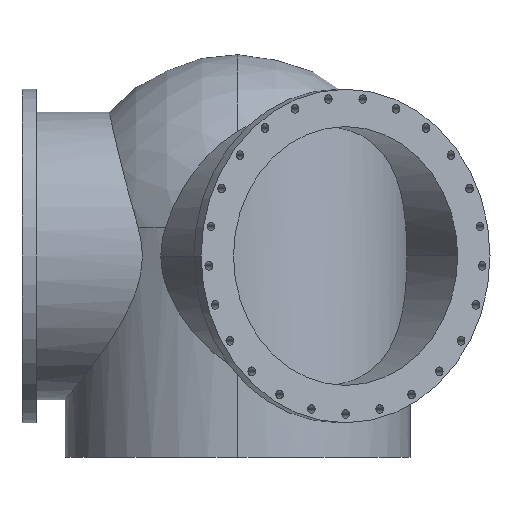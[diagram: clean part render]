
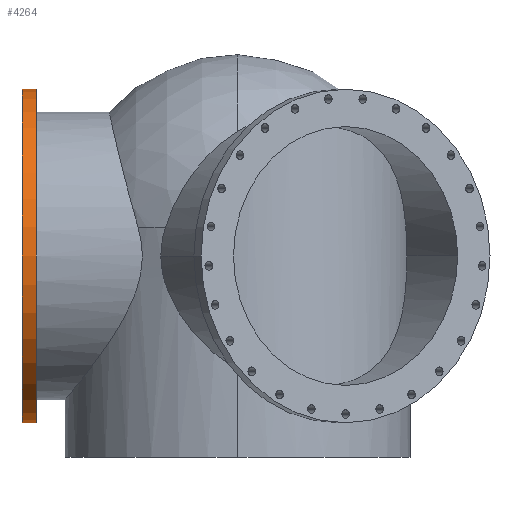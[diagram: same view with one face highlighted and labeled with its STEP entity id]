
A CAD part, left-side view. The second image highlights one B-rep face of the part: STEP entity #4264.
In plain terms, the highlighted cylindrical face has radius 2320 mm (diameter 4640 mm), a partial arc.
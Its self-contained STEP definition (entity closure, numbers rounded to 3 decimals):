
#166 = ORIENTED_EDGE ( 'NONE', *, *, #1292, .T. ) ;
#401 = VECTOR ( 'NONE', #801, 1000. ) ;
#605 = VERTEX_POINT ( 'NONE', #1880 ) ;
#624 = EDGE_LOOP ( 'NONE', ( #4060, #4272, #2006, #166 ) ) ;
#801 = DIRECTION ( 'NONE',  ( 0., -1., 0. ) ) ;
#926 = CARTESIAN_POINT ( 'NONE',  ( 0., 2800., 0. ) ) ;
#935 = VERTEX_POINT ( 'NONE', #1531 ) ;
#1292 = EDGE_CURVE ( 'NONE', #6681, #7710, #7965, .T. ) ;
#1531 = CARTESIAN_POINT ( 'NONE',  ( 0., 3000., -2320. ) ) ;
#1545 = CYLINDRICAL_SURFACE ( 'NONE', #5820, 2320. ) ;
#1638 = CARTESIAN_POINT ( 'NONE',  ( 0., 3000., 2320. ) ) ;
#1675 = FACE_OUTER_BOUND ( 'NONE', #624, .T. ) ;
#1880 = CARTESIAN_POINT ( 'NONE',  ( 0., 3000., 2320. ) ) ;
#2006 = ORIENTED_EDGE ( 'NONE', *, *, #7828, .T. ) ;
#2044 = VECTOR ( 'NONE', #3085, 1000. ) ;
#2329 = DIRECTION ( 'NONE',  ( 0., 0., -1. ) ) ;
#2918 = AXIS2_PLACEMENT_3D ( 'NONE', #7655, #3051, #7699 ) ;
#3051 = DIRECTION ( 'NONE',  ( 0., 1., 0. ) ) ;
#3085 = DIRECTION ( 'NONE',  ( 0., -1., 0. ) ) ;
#3392 = AXIS2_PLACEMENT_3D ( 'NONE', #926, #8327, #5580 ) ;
#3982 = CARTESIAN_POINT ( 'NONE',  ( 0., 2800., 2320. ) ) ;
#4060 = ORIENTED_EDGE ( 'NONE', *, *, #8566, .F. ) ;
#4264 = ADVANCED_FACE ( 'NONE', ( #1675 ), #1545, .T. ) ;
#4272 = ORIENTED_EDGE ( 'NONE', *, *, #5057, .F. ) ;
#4286 = DIRECTION ( 'NONE',  ( 0., -1., 0. ) ) ;
#4850 = CARTESIAN_POINT ( 'NONE',  ( 0., 3000., 0. ) ) ;
#5057 = EDGE_CURVE ( 'NONE', #935, #605, #7769, .T. ) ;
#5113 = LINE ( 'NONE', #1638, #2044 ) ;
#5376 = LINE ( 'NONE', #8032, #401 ) ;
#5580 = DIRECTION ( 'NONE',  ( 0., 0., 1. ) ) ;
#5820 = AXIS2_PLACEMENT_3D ( 'NONE', #4850, #4286, #2329 ) ;
#5872 = CARTESIAN_POINT ( 'NONE',  ( 0., 2800., -2320. ) ) ;
#6681 = VERTEX_POINT ( 'NONE', #5872 ) ;
#7655 = CARTESIAN_POINT ( 'NONE',  ( 0., 3000., 0. ) ) ;
#7699 = DIRECTION ( 'NONE',  ( 0., 0., 1. ) ) ;
#7710 = VERTEX_POINT ( 'NONE', #3982 ) ;
#7769 = CIRCLE ( 'NONE', #2918, 2320. ) ;
#7828 = EDGE_CURVE ( 'NONE', #935, #6681, #5376, .T. ) ;
#7965 = CIRCLE ( 'NONE', #3392, 2320. ) ;
#8032 = CARTESIAN_POINT ( 'NONE',  ( 0., 3000., -2320. ) ) ;
#8327 = DIRECTION ( 'NONE',  ( 0., 1., 0. ) ) ;
#8566 = EDGE_CURVE ( 'NONE', #605, #7710, #5113, .T. ) ;
